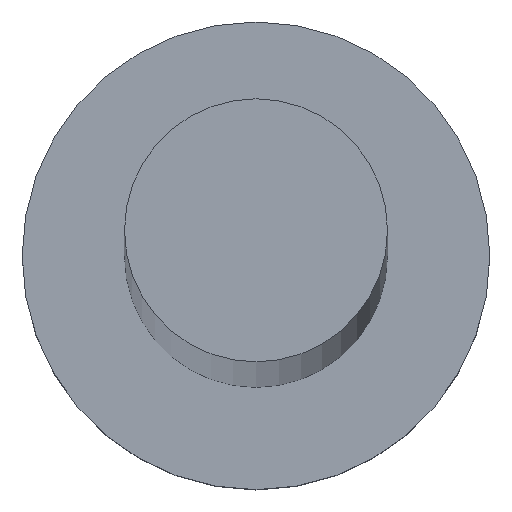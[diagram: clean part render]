
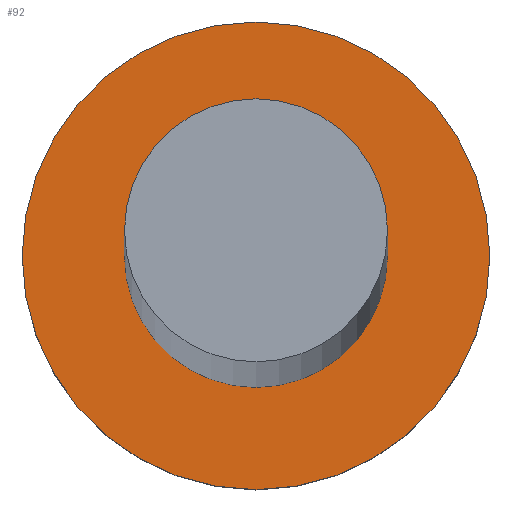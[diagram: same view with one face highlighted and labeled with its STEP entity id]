
A CAD part, top view. The second image highlights one B-rep face of the part: STEP entity #92.
In plain terms, the highlighted planar face has unit normal (0, 0, 1).
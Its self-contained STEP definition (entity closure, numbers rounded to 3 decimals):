
#13 = CARTESIAN_POINT ( 'NONE',  ( 0., 0., 3. ) ) ;
#15 = CIRCLE ( 'NONE', #70, 4. ) ;
#18 = FACE_BOUND ( 'NONE', #73, .T. ) ;
#28 = ORIENTED_EDGE ( 'NONE', *, *, #63, .F. ) ;
#37 = FACE_OUTER_BOUND ( 'NONE', #157, .T. ) ;
#38 = CARTESIAN_POINT ( 'NONE',  ( 0., 0., 3. ) ) ;
#44 = DIRECTION ( 'NONE',  ( 0., 0., 1. ) ) ;
#50 = AXIS2_PLACEMENT_3D ( 'NONE', #13, #85, #68 ) ;
#63 = EDGE_CURVE ( 'NONE', #102, #217, #91, .T. ) ;
#65 = AXIS2_PLACEMENT_3D ( 'NONE', #66, #186, #121 ) ;
#66 = CARTESIAN_POINT ( 'NONE',  ( 0., 0., 3. ) ) ;
#67 = CARTESIAN_POINT ( 'NONE',  ( 0., 0., 3. ) ) ;
#68 = DIRECTION ( 'NONE',  ( 1., 0., 0. ) ) ;
#70 = AXIS2_PLACEMENT_3D ( 'NONE', #38, #44, #114 ) ;
#73 = EDGE_LOOP ( 'NONE', ( #143, #28 ) ) ;
#78 = CARTESIAN_POINT ( 'NONE',  ( -4., 0., 3. ) ) ;
#84 = AXIS2_PLACEMENT_3D ( 'NONE', #67, #142, #124 ) ;
#85 = DIRECTION ( 'NONE',  ( 0., 0., 1. ) ) ;
#91 = CIRCLE ( 'NONE', #160, 2.25 ) ;
#92 = ADVANCED_FACE ( 'NONE', ( #18, #37 ), #249, .T. ) ;
#102 = VERTEX_POINT ( 'NONE', #184 ) ;
#105 = ORIENTED_EDGE ( 'NONE', *, *, #111, .T. ) ;
#111 = EDGE_CURVE ( 'NONE', #203, #227, #191, .T. ) ;
#114 = DIRECTION ( 'NONE',  ( 1., 0., 0. ) ) ;
#116 = CARTESIAN_POINT ( 'NONE',  ( 4., 0., 3. ) ) ;
#121 = DIRECTION ( 'NONE',  ( 1., 0., 0. ) ) ;
#122 = EDGE_CURVE ( 'NONE', #217, #102, #193, .T. ) ;
#124 = DIRECTION ( 'NONE',  ( 1., 0., 0. ) ) ;
#142 = DIRECTION ( 'NONE',  ( 0., 0., 1. ) ) ;
#143 = ORIENTED_EDGE ( 'NONE', *, *, #122, .F. ) ;
#157 = EDGE_LOOP ( 'NONE', ( #179, #105 ) ) ;
#160 = AXIS2_PLACEMENT_3D ( 'NONE', #162, #251, #210 ) ;
#162 = CARTESIAN_POINT ( 'NONE',  ( 0., 0., 3. ) ) ;
#179 = ORIENTED_EDGE ( 'NONE', *, *, #243, .T. ) ;
#184 = CARTESIAN_POINT ( 'NONE',  ( 2.25, 0., 3. ) ) ;
#186 = DIRECTION ( 'NONE',  ( 0., 0., 1. ) ) ;
#191 = CIRCLE ( 'NONE', #50, 4. ) ;
#193 = CIRCLE ( 'NONE', #84, 2.25 ) ;
#203 = VERTEX_POINT ( 'NONE', #116 ) ;
#210 = DIRECTION ( 'NONE',  ( 1., 0., 0. ) ) ;
#217 = VERTEX_POINT ( 'NONE', #235 ) ;
#227 = VERTEX_POINT ( 'NONE', #78 ) ;
#235 = CARTESIAN_POINT ( 'NONE',  ( -2.25, 0., 3. ) ) ;
#243 = EDGE_CURVE ( 'NONE', #227, #203, #15, .T. ) ;
#249 = PLANE ( 'NONE',  #65 ) ;
#251 = DIRECTION ( 'NONE',  ( 0., 0., 1. ) ) ;
